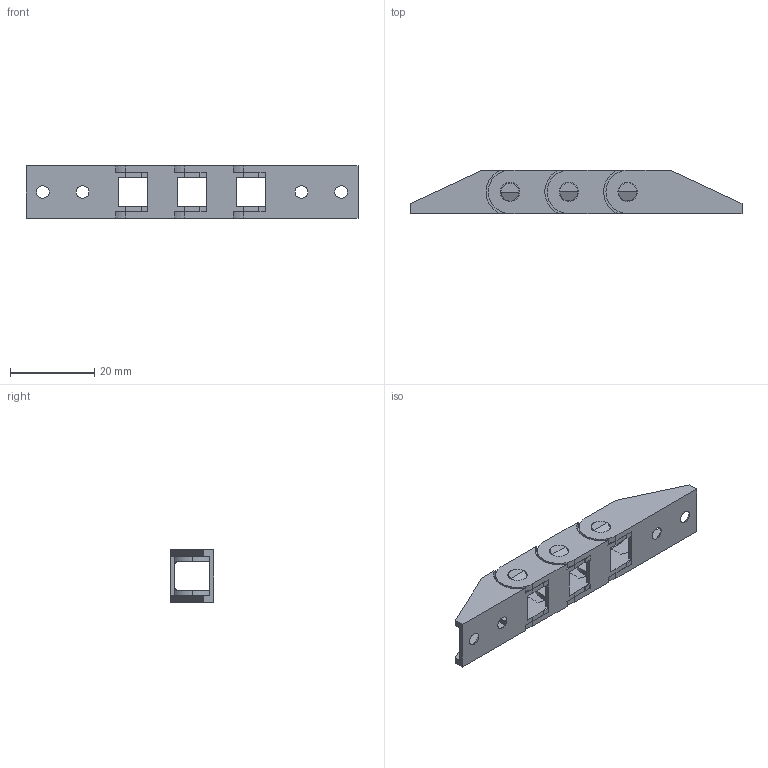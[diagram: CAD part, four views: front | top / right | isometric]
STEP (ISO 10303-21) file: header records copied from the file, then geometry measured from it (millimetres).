
FILE_DESCRIPTION(/* description */ (''),/* implementation_level */ '2;1');
FILE_NAME(/* name */ '7x7cablechain.step',/* time_stamp */ '2022-03-19T20:25:44-07:00',/* author */ (''),/* organization */ (''),/* preprocessor_version */ 'ST-DEVELOPER v18.1',/* originating_system */ 'Autodesk Translation Framework v10.13.0.1454',/* authorisation */ '');
FILE_SCHEMA (('AUTOMOTIVE_DESIGN { 1 0 10303 214 3 1 1 }'));
Length unit declared in the file: millimetre
Products named in the file (5): 7x7cablechain; 7x7_end_male; 7x7_cable_chain; 7x7_cable_chain (1); 7x7_end_female
Assembly tree (4 placements, depth 2):
  7x7cablechain
    7x7_end_male
    7x7_cable_chain
    7x7_cable_chain (1)
    7x7_end_female
Bounding box: 79 x 10.35 x 12.6 mm (x, y, z)
Volume: 3378.7 mm3; surface area: 6282.9 mm2
Topology: 4 solids, 4 shells, 196 faces, 548 edges, 358 vertices
Faces by surface type: plane 130, cylinder 50, bspline 12, cone 4
Full cylindrical faces by diameter (mm): 4.3 x6, 4.6 x6
Entity records: 6835 total; most frequent: CARTESIAN_POINT 1632, ORIENTED_EDGE 1096, DIRECTION 1006, EDGE_CURVE 548, LINE 392, VECTOR 392, VERTEX_POINT 358, AXIS2_PLACEMENT_3D 307
